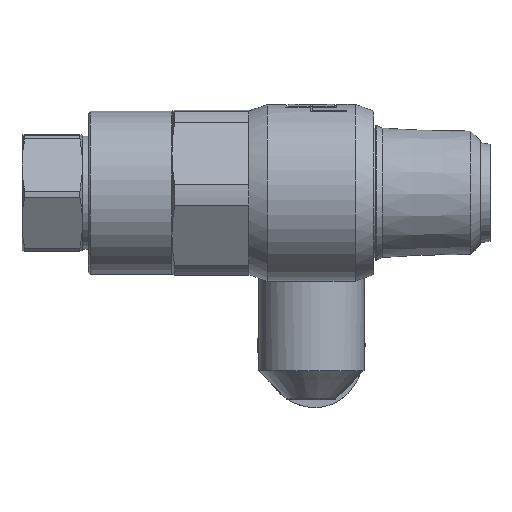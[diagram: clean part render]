
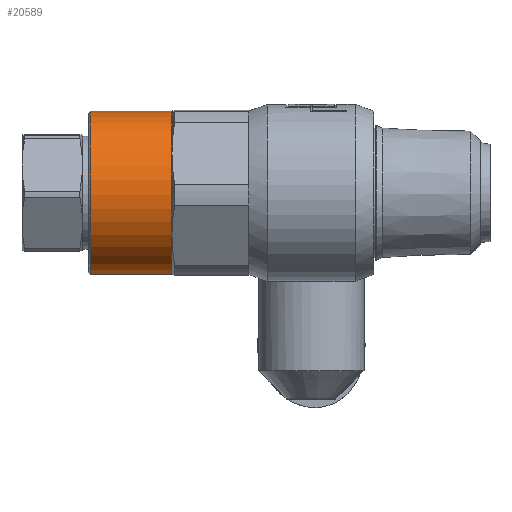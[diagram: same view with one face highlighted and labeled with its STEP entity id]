
A CAD part, left-side view. The second image highlights one B-rep face of the part: STEP entity #20589.
In plain terms, the highlighted cylindrical face has radius 8.5 mm (diameter 17 mm), a full revolution.
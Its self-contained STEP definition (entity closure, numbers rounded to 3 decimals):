
#20517=CARTESIAN_POINT('',(0.,33.45,0.0));
#20518=DIRECTION('',(0.,-1.0,0.0));
#20519=DIRECTION('',(1.0,0.0,0.0));
#20520=AXIS2_PLACEMENT_3D('',#20517,#20518,#20519);
#20521=CYLINDRICAL_SURFACE('',#20520,8.5);
#20522=CARTESIAN_POINT('',(7.361,33.1,4.25));
#20523=VERTEX_POINT('',#20522);
#20524=CARTESIAN_POINT('',(7.361,33.1,-4.25));
#20525=VERTEX_POINT('',#20524);
#20526=CARTESIAN_POINT('',(0.,33.1,0.0));
#20527=DIRECTION('',(0.0,1.0,0.0));
#20528=DIRECTION('',(1.0,0.0,0.0));
#20529=AXIS2_PLACEMENT_3D('',#20526,#20527,#20528);
#20530=CIRCLE('',#20529,8.5);
#20531=EDGE_CURVE('',#20523,#20525,#20530,.T.);
#20532=ORIENTED_EDGE('',*,*,#20531,.T.);
#20533=CARTESIAN_POINT('',(0.,33.1,-8.5));
#20534=VERTEX_POINT('',#20533);
#20535=CARTESIAN_POINT('',(0.,33.1,0.0));
#20536=DIRECTION('',(0.0,1.0,0.0));
#20537=DIRECTION('',(1.0,0.0,0.0));
#20538=AXIS2_PLACEMENT_3D('',#20535,#20536,#20537);
#20539=CIRCLE('',#20538,8.5);
#20540=EDGE_CURVE('',#20525,#20534,#20539,.T.);
#20541=ORIENTED_EDGE('',*,*,#20540,.T.);
#20542=CARTESIAN_POINT('',(-7.361,33.1,-4.25));
#20543=VERTEX_POINT('',#20542);
#20544=CARTESIAN_POINT('',(0.,33.1,0.0));
#20545=DIRECTION('',(0.0,1.0,0.0));
#20546=DIRECTION('',(1.0,0.0,0.0));
#20547=AXIS2_PLACEMENT_3D('',#20544,#20545,#20546);
#20548=CIRCLE('',#20547,8.5);
#20549=EDGE_CURVE('',#20534,#20543,#20548,.T.);
#20550=ORIENTED_EDGE('',*,*,#20549,.T.);
#20551=CARTESIAN_POINT('',(-7.361,33.1,4.25));
#20552=VERTEX_POINT('',#20551);
#20553=CARTESIAN_POINT('',(0.,33.1,0.0));
#20554=DIRECTION('',(0.0,1.0,0.0));
#20555=DIRECTION('',(1.0,0.0,0.0));
#20556=AXIS2_PLACEMENT_3D('',#20553,#20554,#20555);
#20557=CIRCLE('',#20556,8.5);
#20558=EDGE_CURVE('',#20543,#20552,#20557,.T.);
#20559=ORIENTED_EDGE('',*,*,#20558,.T.);
#20560=CARTESIAN_POINT('',(0.,33.1,8.5));
#20561=VERTEX_POINT('',#20560);
#20562=CARTESIAN_POINT('',(0.,33.1,0.0));
#20563=DIRECTION('',(0.0,1.0,0.0));
#20564=DIRECTION('',(1.0,0.0,0.0));
#20565=AXIS2_PLACEMENT_3D('',#20562,#20563,#20564);
#20566=CIRCLE('',#20565,8.5);
#20567=EDGE_CURVE('',#20552,#20561,#20566,.T.);
#20568=ORIENTED_EDGE('',*,*,#20567,.T.);
#20569=CARTESIAN_POINT('',(0.,33.1,0.0));
#20570=DIRECTION('',(0.0,1.0,0.0));
#20571=DIRECTION('',(1.0,0.0,0.0));
#20572=AXIS2_PLACEMENT_3D('',#20569,#20570,#20571);
#20573=CIRCLE('',#20572,8.5);
#20574=EDGE_CURVE('',#20561,#20523,#20573,.T.);
#20575=ORIENTED_EDGE('',*,*,#20574,.T.);
#20576=EDGE_LOOP('',(#20532,#20541,#20550,#20559,#20568,#20575));
#20577=FACE_OUTER_BOUND('',#20576,.T.);
#20578=CARTESIAN_POINT('',(8.5,41.6,0.));
#20579=VERTEX_POINT('',#20578);
#20580=CARTESIAN_POINT('',(0.,41.6,0.0));
#20581=DIRECTION('',(0.0,1.0,0.0));
#20582=DIRECTION('',(-1.0,0.0,0.0));
#20583=AXIS2_PLACEMENT_3D('',#20580,#20581,#20582);
#20584=CIRCLE('',#20583,8.5);
#20585=EDGE_CURVE('',#20579,#20579,#20584,.T.);
#20586=ORIENTED_EDGE('',*,*,#20585,.F.);
#20587=EDGE_LOOP('',(#20586));
#20588=FACE_BOUND('',#20587,.T.);
#20589=ADVANCED_FACE('',(#20577,#20588),#20521,.T.);
